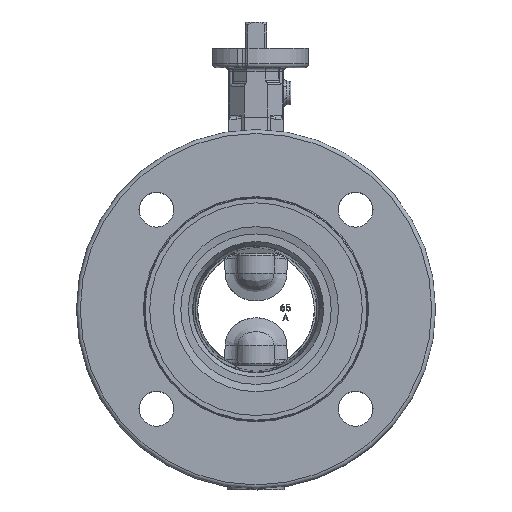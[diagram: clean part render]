
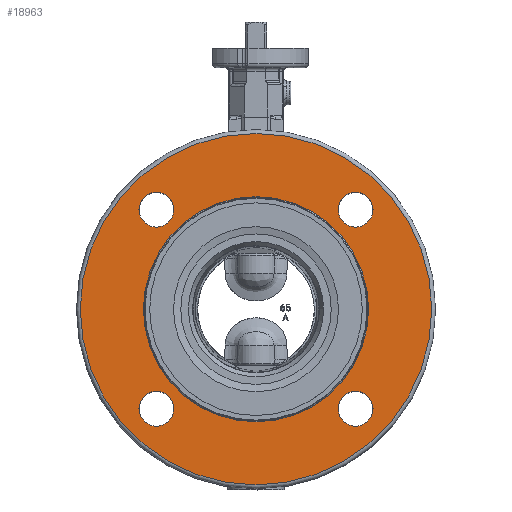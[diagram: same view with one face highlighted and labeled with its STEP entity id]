
A CAD part, top view. The second image highlights one B-rep face of the part: STEP entity #18963.
In plain terms, the highlighted planar face has unit normal (0, 0, 1).
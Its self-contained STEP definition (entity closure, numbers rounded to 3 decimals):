
#10936=CARTESIAN_POINT('',(90.5,0.,53.));
#10937=VERTEX_POINT('',#10936);
#10938=CARTESIAN_POINT('',(0.0,0.0,53.));
#10939=DIRECTION('',(0.0,0.0,-1.0));
#10940=DIRECTION('',(-1.0,0.0,0.0));
#10941=AXIS2_PLACEMENT_3D('',#10938,#10939,#10940);
#10942=CIRCLE('',#10941,90.5);
#10943=EDGE_CURVE('',#10937,#10937,#10942,.T.);
#18900=CARTESIAN_POINT('',(0.0,0.0,53.));
#18901=DIRECTION('',(0.0,0.0,1.0));
#18902=DIRECTION('',(1.0,0.0,0.0));
#18903=AXIS2_PLACEMENT_3D('',#18900,#18901,#18902);
#18904=PLANE('',#18903);
#18905=ORIENTED_EDGE('',*,*,#10943,.F.);
#18906=EDGE_LOOP('',(#18905));
#18907=FACE_OUTER_BOUND('',#18906,.T.);
#18908=CARTESIAN_POINT('',(-51.265,60.265,53.));
#18909=VERTEX_POINT('',#18908);
#18910=CARTESIAN_POINT('',(-51.265,51.265,53.));
#18911=DIRECTION('',(0.0,0.0,-1.0));
#18912=DIRECTION('',(0.0,-1.0,0.0));
#18913=AXIS2_PLACEMENT_3D('',#18910,#18911,#18912);
#18914=CIRCLE('',#18913,9.0);
#18915=EDGE_CURVE('',#18909,#18909,#18914,.T.);
#18916=ORIENTED_EDGE('',*,*,#18915,.T.);
#18917=EDGE_LOOP('',(#18916));
#18918=FACE_BOUND('',#18917,.T.);
#18919=CARTESIAN_POINT('',(-60.265,-51.265,53.));
#18920=VERTEX_POINT('',#18919);
#18921=CARTESIAN_POINT('',(-51.265,-51.265,53.));
#18922=DIRECTION('',(0.0,0.0,-1.0));
#18923=DIRECTION('',(1.0,0.0,0.0));
#18924=AXIS2_PLACEMENT_3D('',#18921,#18922,#18923);
#18925=CIRCLE('',#18924,9.0);
#18926=EDGE_CURVE('',#18920,#18920,#18925,.T.);
#18927=ORIENTED_EDGE('',*,*,#18926,.T.);
#18928=EDGE_LOOP('',(#18927));
#18929=FACE_BOUND('',#18928,.T.);
#18930=CARTESIAN_POINT('',(51.265,-60.265,53.));
#18931=VERTEX_POINT('',#18930);
#18932=CARTESIAN_POINT('',(51.265,-51.265,53.));
#18933=DIRECTION('',(0.0,0.0,-1.0));
#18934=DIRECTION('',(0.0,1.0,0.0));
#18935=AXIS2_PLACEMENT_3D('',#18932,#18933,#18934);
#18936=CIRCLE('',#18935,9.0);
#18937=EDGE_CURVE('',#18931,#18931,#18936,.T.);
#18938=ORIENTED_EDGE('',*,*,#18937,.T.);
#18939=EDGE_LOOP('',(#18938));
#18940=FACE_BOUND('',#18939,.T.);
#18941=CARTESIAN_POINT('',(60.265,51.265,53.));
#18942=VERTEX_POINT('',#18941);
#18943=CARTESIAN_POINT('',(51.265,51.265,53.));
#18944=DIRECTION('',(0.0,0.0,-1.0));
#18945=DIRECTION('',(-1.0,0.0,0.0));
#18946=AXIS2_PLACEMENT_3D('',#18943,#18944,#18945);
#18947=CIRCLE('',#18946,9.0);
#18948=EDGE_CURVE('',#18942,#18942,#18947,.T.);
#18949=ORIENTED_EDGE('',*,*,#18948,.T.);
#18950=EDGE_LOOP('',(#18949));
#18951=FACE_BOUND('',#18950,.T.);
#18952=CARTESIAN_POINT('',(-57.95,0.,53.));
#18953=VERTEX_POINT('',#18952);
#18954=CARTESIAN_POINT('',(0.0,0.0,53.));
#18955=DIRECTION('',(0.0,0.0,1.0));
#18956=DIRECTION('',(1.0,0.0,0.0));
#18957=AXIS2_PLACEMENT_3D('',#18954,#18955,#18956);
#18958=CIRCLE('',#18957,57.95);
#18959=EDGE_CURVE('',#18953,#18953,#18958,.T.);
#18960=ORIENTED_EDGE('',*,*,#18959,.F.);
#18961=EDGE_LOOP('',(#18960));
#18962=FACE_BOUND('',#18961,.T.);
#18963=ADVANCED_FACE('',(#18907,#18918,#18929,#18940,#18951,#18962),#18904,.T.);
